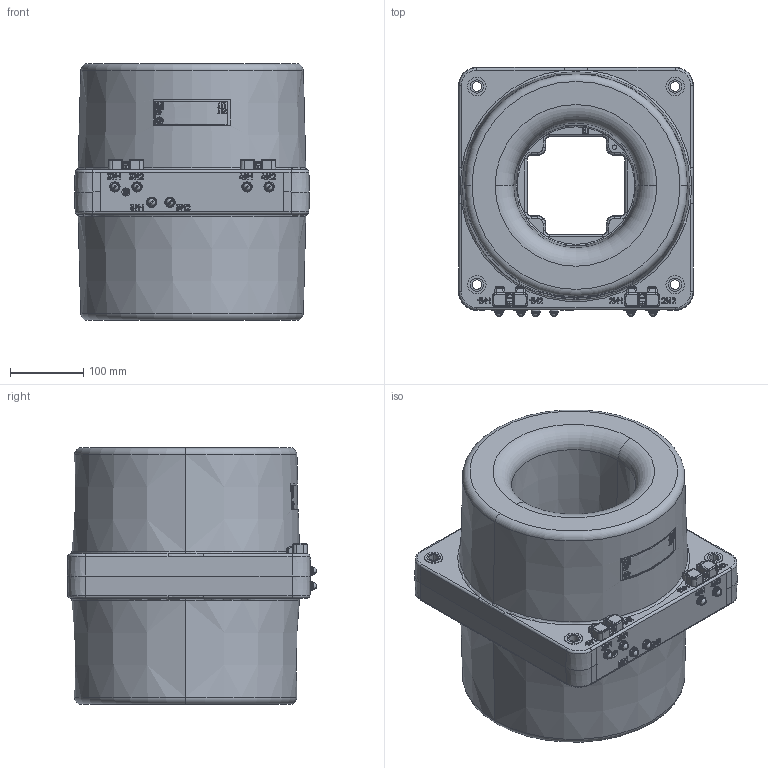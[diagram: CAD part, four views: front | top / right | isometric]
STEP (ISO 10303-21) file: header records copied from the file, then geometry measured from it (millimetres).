
FILE_DESCRIPTION (( 'STEP AP203' ), '1' );
FILE_NAME ('ﾒﾋﾘ-10-6.1-5.STEP', '2025-03-12T11:17:11', ( '' ), ( '' ), 'SwSTEP 2.0', 'SolidWorks 2010', '' );
FILE_SCHEMA (( 'CONFIG_CONTROL_DESIGN' ));
Length unit declared in the file: millimetre
Products named in the file (1): ﾒﾋﾘ-10-6.1-5
Bounding box: 320 x 339.41 x 350 mm (x, y, z)
Volume: 20167734.7 mm3; surface area: 750526.5 mm2
Topology: 38 solids, 38 shells, 1879 faces, 4494 edges, 2778 vertices
Faces by surface type: plane 555, cylinder 520, bspline 358, cone 346, torus 56, sphere 44
Entity records: 65383 total; most frequent: CARTESIAN_POINT 24181, ORIENTED_EDGE 8948, DIRECTION 8059, EDGE_CURVE 4474, AXIS2_PLACEMENT_3D 3132, VERTEX_POINT 2778, EDGE_LOOP 2052, FACE_OUTER_BOUND 1879
